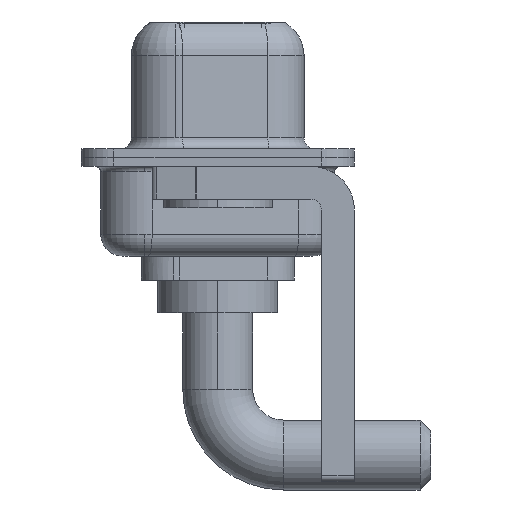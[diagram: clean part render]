
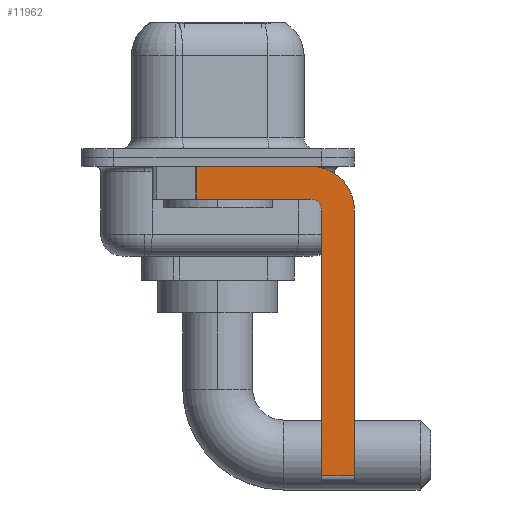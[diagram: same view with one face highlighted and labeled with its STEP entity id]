
A CAD part, left-side view. The second image highlights one B-rep face of the part: STEP entity #11962.
In plain terms, the highlighted planar face has unit normal (-1, 0, 0).
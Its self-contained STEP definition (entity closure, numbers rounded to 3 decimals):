
#318 = DIRECTION ( 'NONE',  ( 0., -1., 0. ) ) ;
#419 = DIRECTION ( 'NONE',  ( 0., 0., -1. ) ) ;
#586 = ORIENTED_EDGE ( 'NONE', *, *, #666, .T. ) ;
#634 = CARTESIAN_POINT ( 'NONE',  ( -2.9, -4.25, -0.4 ) ) ;
#660 = VERTEX_POINT ( 'NONE', #11268 ) ;
#666 = EDGE_CURVE ( 'NONE', #4467, #4402, #11202, .T. ) ;
#1233 = DIRECTION ( 'NONE',  ( 0., 0., 1. ) ) ;
#1295 = VECTOR ( 'NONE', #7471, 1000. ) ;
#1430 = ORIENTED_EDGE ( 'NONE', *, *, #1556, .F. ) ;
#1556 = EDGE_CURVE ( 'NONE', #3339, #4402, #3370, .T. ) ;
#1871 = ORIENTED_EDGE ( 'NONE', *, *, #3204, .F. ) ;
#2158 = EDGE_CURVE ( 'NONE', #8214, #3339, #4376, .T. ) ;
#2324 = DIRECTION ( 'NONE',  ( 0., 1., 0. ) ) ;
#2376 = LINE ( 'NONE', #9027, #13683 ) ;
#2474 = CARTESIAN_POINT ( 'NONE',  ( -2.9, -6.25, -14.55 ) ) ;
#2622 = DIRECTION ( 'NONE',  ( 0., 0., -1. ) ) ;
#3055 = AXIS2_PLACEMENT_3D ( 'NONE', #3469, #7855, #2622 ) ;
#3057 = VECTOR ( 'NONE', #318, 1000. ) ;
#3204 = EDGE_CURVE ( 'NONE', #4467, #7093, #3708, .T. ) ;
#3209 = CARTESIAN_POINT ( 'NONE',  ( -2.9, -4.25, -2.4 ) ) ;
#3290 = LINE ( 'NONE', #7610, #1295 ) ;
#3339 = VERTEX_POINT ( 'NONE', #6248 ) ;
#3370 = LINE ( 'NONE', #10033, #8672 ) ;
#3395 = ORIENTED_EDGE ( 'NONE', *, *, #13545, .F. ) ;
#3469 = CARTESIAN_POINT ( 'NONE',  ( -2.9, -4.25, -2.4 ) ) ;
#3708 = LINE ( 'NONE', #10031, #3057 ) ;
#3764 = DIRECTION ( 'NONE',  ( 0., 0., 1. ) ) ;
#3907 = CIRCLE ( 'NONE', #12981, 2. ) ;
#4145 = VERTEX_POINT ( 'NONE', #2474 ) ;
#4376 = CIRCLE ( 'NONE', #6403, 0.5 ) ;
#4402 = VERTEX_POINT ( 'NONE', #4562 ) ;
#4467 = VERTEX_POINT ( 'NONE', #12177 ) ;
#4562 = CARTESIAN_POINT ( 'NONE',  ( -2.9, 0.978, -1.9 ) ) ;
#5241 = VECTOR ( 'NONE', #419, 1000. ) ;
#5246 = LINE ( 'NONE', #8519, #6625 ) ;
#5880 = CARTESIAN_POINT ( 'NONE',  ( -2.9, -4.25, -2.4 ) ) ;
#5886 = ORIENTED_EDGE ( 'NONE', *, *, #2158, .F. ) ;
#6248 = CARTESIAN_POINT ( 'NONE',  ( -2.9, -4.25, -1.9 ) ) ;
#6403 = AXIS2_PLACEMENT_3D ( 'NONE', #5880, #10092, #3764 ) ;
#6625 = VECTOR ( 'NONE', #9591, 1000. ) ;
#7093 = VERTEX_POINT ( 'NONE', #634 ) ;
#7233 = CARTESIAN_POINT ( 'NONE',  ( -2.9, -4.75, -14.55 ) ) ;
#7471 = DIRECTION ( 'NONE',  ( 0., 0., -1. ) ) ;
#7600 = CARTESIAN_POINT ( 'NONE',  ( -2.9, -4.75, -2.4 ) ) ;
#7610 = CARTESIAN_POINT ( 'NONE',  ( -2.9, -6.25, -2.4 ) ) ;
#7855 = DIRECTION ( 'NONE',  ( 1., 0., 0. ) ) ;
#8063 = PLANE ( 'NONE',  #3055 ) ;
#8173 = ORIENTED_EDGE ( 'NONE', *, *, #10275, .T. ) ;
#8214 = VERTEX_POINT ( 'NONE', #7600 ) ;
#8378 = EDGE_LOOP ( 'NONE', ( #1871, #586, #1430, #5886, #8495, #8173, #3395, #13232 ) ) ;
#8495 = ORIENTED_EDGE ( 'NONE', *, *, #9790, .F. ) ;
#8519 = CARTESIAN_POINT ( 'NONE',  ( -2.9, -4.25, -14.55 ) ) ;
#8672 = VECTOR ( 'NONE', #2324, 1000. ) ;
#9027 = CARTESIAN_POINT ( 'NONE',  ( -2.9, -4.75, -14.8 ) ) ;
#9591 = DIRECTION ( 'NONE',  ( 0., -1., 0. ) ) ;
#9700 = EDGE_CURVE ( 'NONE', #7093, #660, #3907, .T. ) ;
#9790 = EDGE_CURVE ( 'NONE', #9955, #8214, #2376, .T. ) ;
#9955 = VERTEX_POINT ( 'NONE', #7233 ) ;
#10031 = CARTESIAN_POINT ( 'NONE',  ( -2.9, 3., -0.4 ) ) ;
#10033 = CARTESIAN_POINT ( 'NONE',  ( -2.9, -4.25, -1.9 ) ) ;
#10092 = DIRECTION ( 'NONE',  ( -1., 0., 0. ) ) ;
#10203 = CARTESIAN_POINT ( 'NONE',  ( -2.9, 0.978, -1.9 ) ) ;
#10275 = EDGE_CURVE ( 'NONE', #9955, #4145, #5246, .T. ) ;
#11202 = LINE ( 'NONE', #10203, #5241 ) ;
#11268 = CARTESIAN_POINT ( 'NONE',  ( -2.9, -6.25, -2.4 ) ) ;
#11962 = ADVANCED_FACE ( 'NONE', ( #13485 ), #8063, .F. ) ;
#12177 = CARTESIAN_POINT ( 'NONE',  ( -2.9, 0.978, -0.4 ) ) ;
#12742 = DIRECTION ( 'NONE',  ( 0., 0., -1. ) ) ;
#12981 = AXIS2_PLACEMENT_3D ( 'NONE', #3209, #13019, #12742 ) ;
#13019 = DIRECTION ( 'NONE',  ( 1., 0., 0. ) ) ;
#13232 = ORIENTED_EDGE ( 'NONE', *, *, #9700, .F. ) ;
#13485 = FACE_OUTER_BOUND ( 'NONE', #8378, .T. ) ;
#13545 = EDGE_CURVE ( 'NONE', #660, #4145, #3290, .T. ) ;
#13683 = VECTOR ( 'NONE', #1233, 1000. ) ;
